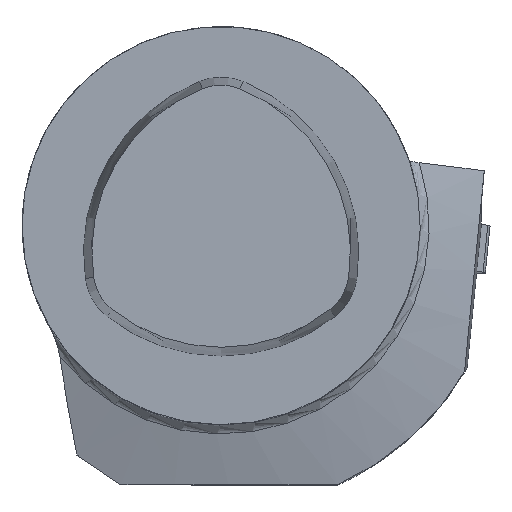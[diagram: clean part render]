
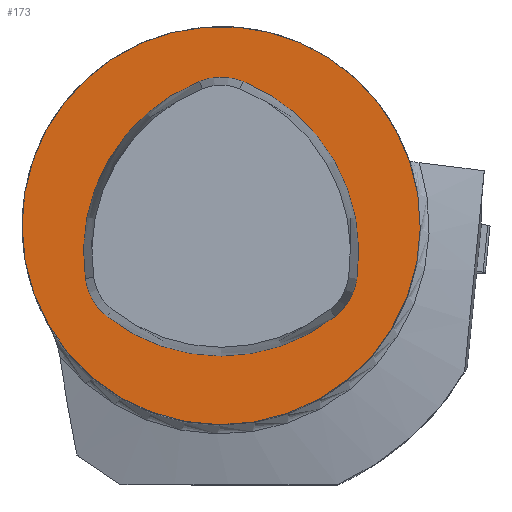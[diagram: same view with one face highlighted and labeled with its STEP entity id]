
A CAD part, top view. The second image highlights one B-rep face of the part: STEP entity #173.
In plain terms, the highlighted planar face has unit normal (0, 0, 1).
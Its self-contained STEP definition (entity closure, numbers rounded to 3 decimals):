
#113=FACE_BOUND('',#319,.T.);
#114=FACE_BOUND('',#320,.T.);
#134=CIRCLE('',#1108,20.);
#144=CIRCLE('',#1130,18.5);
#145=CIRCLE('',#1131,5.9);
#146=CIRCLE('',#1132,18.5);
#147=CIRCLE('',#1133,5.9);
#148=CIRCLE('',#1134,18.5);
#149=CIRCLE('',#1135,5.9);
#173=ADVANCED_FACE('',(#113,#114),#222,.T.);
#222=PLANE('',#1136);
#319=EDGE_LOOP('',(#478));
#320=EDGE_LOOP('',(#479,#480,#481,#482,#483,#484));
#478=ORIENTED_EDGE('',*,*,#787,.F.);
#479=ORIENTED_EDGE('',*,*,#818,.T.);
#480=ORIENTED_EDGE('',*,*,#819,.T.);
#481=ORIENTED_EDGE('',*,*,#820,.T.);
#482=ORIENTED_EDGE('',*,*,#821,.T.);
#483=ORIENTED_EDGE('',*,*,#822,.T.);
#484=ORIENTED_EDGE('',*,*,#823,.T.);
#692=VERTEX_POINT('',#1604);
#719=VERTEX_POINT('',#1709);
#720=VERTEX_POINT('',#1710);
#721=VERTEX_POINT('',#1712);
#722=VERTEX_POINT('',#1714);
#723=VERTEX_POINT('',#1716);
#724=VERTEX_POINT('',#1718);
#787=EDGE_CURVE('',#692,#692,#134,.T.);
#818=EDGE_CURVE('',#719,#720,#144,.T.);
#819=EDGE_CURVE('',#720,#721,#145,.T.);
#820=EDGE_CURVE('',#721,#722,#146,.T.);
#821=EDGE_CURVE('',#722,#723,#147,.T.);
#822=EDGE_CURVE('',#723,#724,#148,.T.);
#823=EDGE_CURVE('',#724,#719,#149,.T.);
#1108=AXIS2_PLACEMENT_3D('',#1603,#1262,#1263);
#1130=AXIS2_PLACEMENT_3D('',#1708,#1316,#1317);
#1131=AXIS2_PLACEMENT_3D('',#1711,#1318,#1319);
#1132=AXIS2_PLACEMENT_3D('',#1713,#1320,#1321);
#1133=AXIS2_PLACEMENT_3D('',#1715,#1322,#1323);
#1134=AXIS2_PLACEMENT_3D('',#1717,#1324,#1325);
#1135=AXIS2_PLACEMENT_3D('',#1719,#1326,#1327);
#1136=AXIS2_PLACEMENT_3D('',#1720,#1328,#1329);
#1262=DIRECTION('',(0.,0.,-1.));
#1263=DIRECTION('',(-1.,0.,0.));
#1316=DIRECTION('',(0.,0.,-1.));
#1317=DIRECTION('',(-1.,0.,0.));
#1318=DIRECTION('',(0.,0.,-1.));
#1319=DIRECTION('',(-1.,0.,0.));
#1320=DIRECTION('',(0.,0.,-1.));
#1321=DIRECTION('',(-1.,0.,0.));
#1322=DIRECTION('',(0.,0.,-1.));
#1323=DIRECTION('',(-1.,0.,0.));
#1324=DIRECTION('',(0.,0.,-1.));
#1325=DIRECTION('',(-1.,0.,0.));
#1326=DIRECTION('',(0.,0.,-1.));
#1327=DIRECTION('',(-1.,0.,0.));
#1328=DIRECTION('',(0.,0.,1.));
#1329=DIRECTION('',(1.,0.,0.));
#1603=CARTESIAN_POINT('',(0.,0.,0.));
#1604=CARTESIAN_POINT('',(-20.,0.,0.));
#1708=CARTESIAN_POINT('',(-4.677,-2.7,0.));
#1709=CARTESIAN_POINT('',(2.19,14.479,0.));
#1710=CARTESIAN_POINT('',(13.634,-5.343,0.));
#1711=CARTESIAN_POINT('',(7.794,-4.5,0.));
#1712=CARTESIAN_POINT('',(11.444,-9.136,0.));
#1713=CARTESIAN_POINT('',(0.,5.4,0.));
#1714=CARTESIAN_POINT('',(-11.444,-9.136,0.));
#1715=CARTESIAN_POINT('',(-7.794,-4.5,0.));
#1716=CARTESIAN_POINT('',(-13.634,-5.343,0.));
#1717=CARTESIAN_POINT('',(4.677,-2.7,0.));
#1718=CARTESIAN_POINT('',(-2.19,14.479,0.));
#1719=CARTESIAN_POINT('',(0.,9.,0.));
#1720=CARTESIAN_POINT('',(0.,0.,0.));
